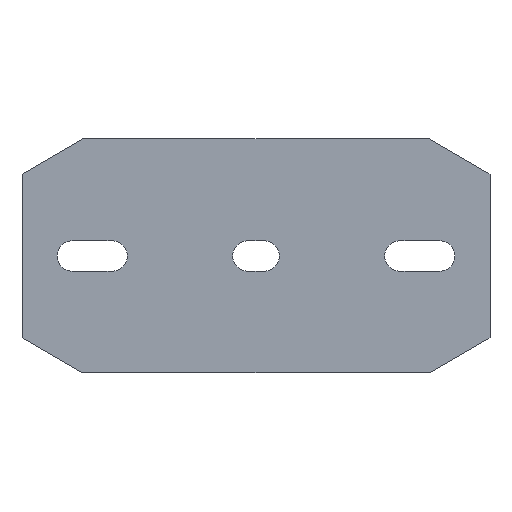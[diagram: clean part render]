
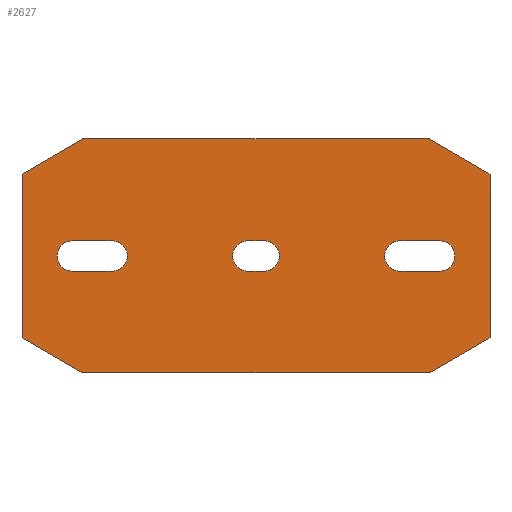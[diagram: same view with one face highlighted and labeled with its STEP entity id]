
A CAD part, front view. The second image highlights one B-rep face of the part: STEP entity #2627.
In plain terms, the highlighted planar face has unit normal (0, -1, 0).
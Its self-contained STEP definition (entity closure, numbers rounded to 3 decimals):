
#2=DIRECTION('',(-0.866,0.,0.5));
#3=VECTOR('',#2,30.);
#4=CARTESIAN_POINT('',(-74.019,0.,-50.));
#5=LINE('',#4,#3);
#6=DIRECTION('',(0.,0.,1.));
#7=VECTOR('',#6,70.);
#8=CARTESIAN_POINT('',(-100.,0.,-35.));
#9=LINE('',#8,#7);
#10=DIRECTION('',(0.866,0.,0.5));
#11=VECTOR('',#10,30.);
#12=CARTESIAN_POINT('',(-100.,0.,35.));
#13=LINE('',#12,#11);
#14=DIRECTION('',(1.,0.,0.));
#15=VECTOR('',#14,148.038);
#16=CARTESIAN_POINT('',(-74.019,0.,50.));
#17=LINE('',#16,#15);
#18=DIRECTION('',(0.866,0.,-0.5));
#19=VECTOR('',#18,30.);
#20=CARTESIAN_POINT('',(74.019,0.,50.));
#21=LINE('',#20,#19);
#22=DIRECTION('',(0.,0.,-1.));
#23=VECTOR('',#22,70.);
#24=CARTESIAN_POINT('',(100.,0.,35.));
#25=LINE('',#24,#23);
#26=DIRECTION('',(-0.866,0.,-0.5));
#27=VECTOR('',#26,30.);
#28=CARTESIAN_POINT('',(100.,0.,-35.));
#29=LINE('',#28,#27);
#30=DIRECTION('',(-1.,0.,0.));
#31=VECTOR('',#30,148.038);
#32=CARTESIAN_POINT('',(74.019,0.,-50.));
#33=LINE('',#32,#31);
#34=CARTESIAN_POINT('',(-78.5,0.,0.));
#35=DIRECTION('',(0.,1.,0.));
#36=DIRECTION('',(0.,0.,-1.));
#37=AXIS2_PLACEMENT_3D('',#34,#35,#36);
#39=DIRECTION('',(-1.,0.,0.));
#40=VECTOR('',#39,17.);
#41=CARTESIAN_POINT('',(-61.5,0.,-6.5));
#42=LINE('',#41,#40);
#43=CARTESIAN_POINT('',(-61.5,0.,0.));
#44=DIRECTION('',(0.,1.,0.));
#45=DIRECTION('',(0.,0.,1.));
#46=AXIS2_PLACEMENT_3D('',#43,#44,#45);
#48=DIRECTION('',(1.,0.,0.));
#49=VECTOR('',#48,17.);
#50=CARTESIAN_POINT('',(-78.5,0.,6.5));
#51=LINE('',#50,#49);
#52=CARTESIAN_POINT('',(78.5,0.,0.));
#53=DIRECTION('',(0.,-1.,0.));
#54=DIRECTION('',(0.,0.,-1.));
#55=AXIS2_PLACEMENT_3D('',#52,#53,#54);
#57=DIRECTION('',(-1.,0.,0.));
#58=VECTOR('',#57,17.);
#59=CARTESIAN_POINT('',(78.5,0.,6.5));
#60=LINE('',#59,#58);
#61=CARTESIAN_POINT('',(61.5,0.,0.));
#62=DIRECTION('',(0.,-1.,0.));
#63=DIRECTION('',(0.,0.,1.));
#64=AXIS2_PLACEMENT_3D('',#61,#62,#63);
#66=DIRECTION('',(1.,0.,0.));
#67=VECTOR('',#66,17.);
#68=CARTESIAN_POINT('',(61.5,0.,-6.5));
#69=LINE('',#68,#67);
#70=CARTESIAN_POINT('',(-3.5,0.,0.));
#71=DIRECTION('',(0.,1.,0.));
#72=DIRECTION('',(0.,0.,-1.));
#73=AXIS2_PLACEMENT_3D('',#70,#71,#72);
#75=DIRECTION('',(-1.,0.,0.));
#76=VECTOR('',#75,7.);
#77=CARTESIAN_POINT('',(3.5,0.,-6.5));
#78=LINE('',#77,#76);
#79=CARTESIAN_POINT('',(3.5,0.,0.));
#80=DIRECTION('',(0.,1.,0.));
#81=DIRECTION('',(0.,0.,1.));
#82=AXIS2_PLACEMENT_3D('',#79,#80,#81);
#84=DIRECTION('',(1.,0.,0.));
#85=VECTOR('',#84,7.);
#86=CARTESIAN_POINT('',(-3.5,0.,6.5));
#87=LINE('',#86,#85);
#1966=CARTESIAN_POINT('',(-74.019,0.,-50.));
#1967=CARTESIAN_POINT('',(-100.,0.,-35.));
#1968=VERTEX_POINT('',#1966);
#1969=VERTEX_POINT('',#1967);
#1970=CARTESIAN_POINT('',(-100.,0.,35.));
#1971=VERTEX_POINT('',#1970);
#1972=CARTESIAN_POINT('',(-74.019,0.,50.));
#1973=VERTEX_POINT('',#1972);
#1974=CARTESIAN_POINT('',(74.019,0.,50.));
#1975=VERTEX_POINT('',#1974);
#1976=CARTESIAN_POINT('',(100.,0.,35.));
#1977=VERTEX_POINT('',#1976);
#1978=CARTESIAN_POINT('',(100.,0.,-35.));
#1979=VERTEX_POINT('',#1978);
#1980=CARTESIAN_POINT('',(74.019,0.,-50.));
#1981=VERTEX_POINT('',#1980);
#1998=CARTESIAN_POINT('',(-78.5,0.,-6.5));
#1999=CARTESIAN_POINT('',(-78.5,0.,6.5));
#2000=VERTEX_POINT('',#1998);
#2001=VERTEX_POINT('',#1999);
#2002=CARTESIAN_POINT('',(-61.5,0.,6.5));
#2003=VERTEX_POINT('',#2002);
#2004=CARTESIAN_POINT('',(-61.5,0.,-6.5));
#2005=VERTEX_POINT('',#2004);
#2014=CARTESIAN_POINT('',(78.5,0.,-6.5));
#2015=CARTESIAN_POINT('',(78.5,0.,6.5));
#2016=VERTEX_POINT('',#2014);
#2017=VERTEX_POINT('',#2015);
#2018=CARTESIAN_POINT('',(61.5,0.,6.5));
#2019=VERTEX_POINT('',#2018);
#2020=CARTESIAN_POINT('',(61.5,0.,-6.5));
#2021=VERTEX_POINT('',#2020);
#2030=CARTESIAN_POINT('',(-3.5,0.,-6.5));
#2031=CARTESIAN_POINT('',(-3.5,0.,6.5));
#2032=VERTEX_POINT('',#2030);
#2033=VERTEX_POINT('',#2031);
#2034=CARTESIAN_POINT('',(3.5,0.,6.5));
#2035=VERTEX_POINT('',#2034);
#2036=CARTESIAN_POINT('',(3.5,0.,-6.5));
#2037=VERTEX_POINT('',#2036);
#2574=CARTESIAN_POINT('',(0.,0.,0.));
#2575=DIRECTION('',(0.,1.,0.));
#2576=DIRECTION('',(1.,0.,0.));
#2577=AXIS2_PLACEMENT_3D('',#2574,#2575,#2576);
#2578=PLANE('',#2577);
#2580=ORIENTED_EDGE('',*,*,#2579,.T.);
#2582=ORIENTED_EDGE('',*,*,#2581,.T.);
#2584=ORIENTED_EDGE('',*,*,#2583,.T.);
#2586=ORIENTED_EDGE('',*,*,#2585,.T.);
#2588=ORIENTED_EDGE('',*,*,#2587,.T.);
#2590=ORIENTED_EDGE('',*,*,#2589,.T.);
#2592=ORIENTED_EDGE('',*,*,#2591,.T.);
#2594=ORIENTED_EDGE('',*,*,#2593,.T.);
#2595=EDGE_LOOP('',(#2580,#2582,#2584,#2586,#2588,#2590,#2592,#2594));
#2596=FACE_OUTER_BOUND('',#2595,.F.);
#2598=ORIENTED_EDGE('',*,*,#2597,.F.);
#2600=ORIENTED_EDGE('',*,*,#2599,.F.);
#2602=ORIENTED_EDGE('',*,*,#2601,.F.);
#2604=ORIENTED_EDGE('',*,*,#2603,.F.);
#2605=EDGE_LOOP('',(#2598,#2600,#2602,#2604));
#2606=FACE_BOUND('',#2605,.F.);
#2608=ORIENTED_EDGE('',*,*,#2607,.T.);
#2610=ORIENTED_EDGE('',*,*,#2609,.T.);
#2612=ORIENTED_EDGE('',*,*,#2611,.T.);
#2614=ORIENTED_EDGE('',*,*,#2613,.T.);
#2615=EDGE_LOOP('',(#2608,#2610,#2612,#2614));
#2616=FACE_BOUND('',#2615,.F.);
#2618=ORIENTED_EDGE('',*,*,#2617,.F.);
#2620=ORIENTED_EDGE('',*,*,#2619,.F.);
#2622=ORIENTED_EDGE('',*,*,#2621,.F.);
#2624=ORIENTED_EDGE('',*,*,#2623,.F.);
#2625=EDGE_LOOP('',(#2618,#2620,#2622,#2624));
#2626=FACE_BOUND('',#2625,.F.);
#2627=ADVANCED_FACE('',(#2596,#2606,#2616,#2626),#2578,.F.);
#38=CIRCLE('',#37,6.5);
#47=CIRCLE('',#46,6.5);
#56=CIRCLE('',#55,6.5);
#65=CIRCLE('',#64,6.5);
#74=CIRCLE('',#73,6.5);
#83=CIRCLE('',#82,6.5);
#2579=EDGE_CURVE('',#1968,#1969,#5,.T.);
#2581=EDGE_CURVE('',#1969,#1971,#9,.T.);
#2583=EDGE_CURVE('',#1971,#1973,#13,.T.);
#2585=EDGE_CURVE('',#1973,#1975,#17,.T.);
#2587=EDGE_CURVE('',#1975,#1977,#21,.T.);
#2589=EDGE_CURVE('',#1977,#1979,#25,.T.);
#2591=EDGE_CURVE('',#1979,#1981,#29,.T.);
#2593=EDGE_CURVE('',#1981,#1968,#33,.T.);
#2597=EDGE_CURVE('',#2000,#2001,#38,.T.);
#2599=EDGE_CURVE('',#2005,#2000,#42,.T.);
#2601=EDGE_CURVE('',#2003,#2005,#47,.T.);
#2603=EDGE_CURVE('',#2001,#2003,#51,.T.);
#2607=EDGE_CURVE('',#2016,#2017,#56,.T.);
#2609=EDGE_CURVE('',#2017,#2019,#60,.T.);
#2611=EDGE_CURVE('',#2019,#2021,#65,.T.);
#2613=EDGE_CURVE('',#2021,#2016,#69,.T.);
#2617=EDGE_CURVE('',#2032,#2033,#74,.T.);
#2619=EDGE_CURVE('',#2037,#2032,#78,.T.);
#2621=EDGE_CURVE('',#2035,#2037,#83,.T.);
#2623=EDGE_CURVE('',#2033,#2035,#87,.T.);
